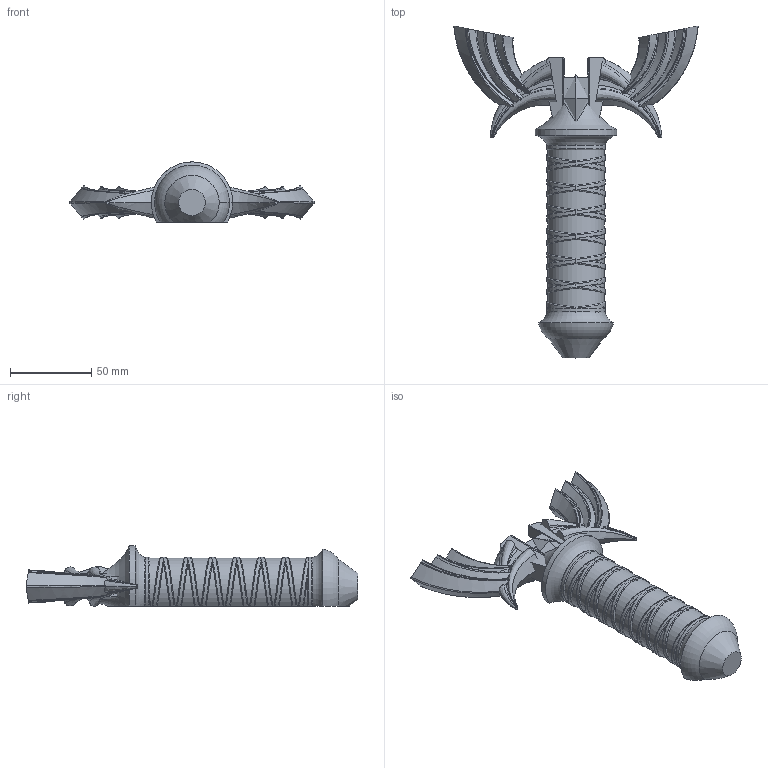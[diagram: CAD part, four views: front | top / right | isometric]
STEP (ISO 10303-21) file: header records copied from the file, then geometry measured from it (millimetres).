
FILE_DESCRIPTION(('FreeCAD Model'),'2;1');
FILE_NAME('Open CASCADE Shape Model','2025-07-06T15:24:27',(''),(''), 'Open CASCADE STEP processor 7.9','FreeCAD','Unknown');
FILE_SCHEMA(('AUTOMOTIVE_DESIGN { 1 0 10303 214 1 1 1 1 }'));
Length unit declared in the file: millimetre
Products named in the file (6): Hilt; HandleBody; Wings; Middle; Diamond; LacesOut
Assembly tree (5 placements, depth 2):
  Hilt
    HandleBody
    Wings
    Middle
    Diamond
    LacesOut
Bounding box: 150.41 x 204.17 x 37.09 mm (x, y, z)
Volume: 146948.5 mm3; surface area: 55316.9 mm2
Topology: 13 solids, 13 shells, 429 faces, 1134 edges, 709 vertices
Faces by surface type: bspline 274, plane 113, cylinder 18, torus 17, cone 5, revolution 2
Full cylindrical faces by diameter (mm): 4 x3, 5.993 x1
Entity records: 42518 total; most frequent: CARTESIAN_POINT 34436, ORIENTED_EDGE 2218, EDGE_CURVE 1109, VERTEX_POINT 709, B_SPLINE_CURVE_WITH_KNOTS 708, DIRECTION 705, FACE_BOUND 436, EDGE_LOOP 436
